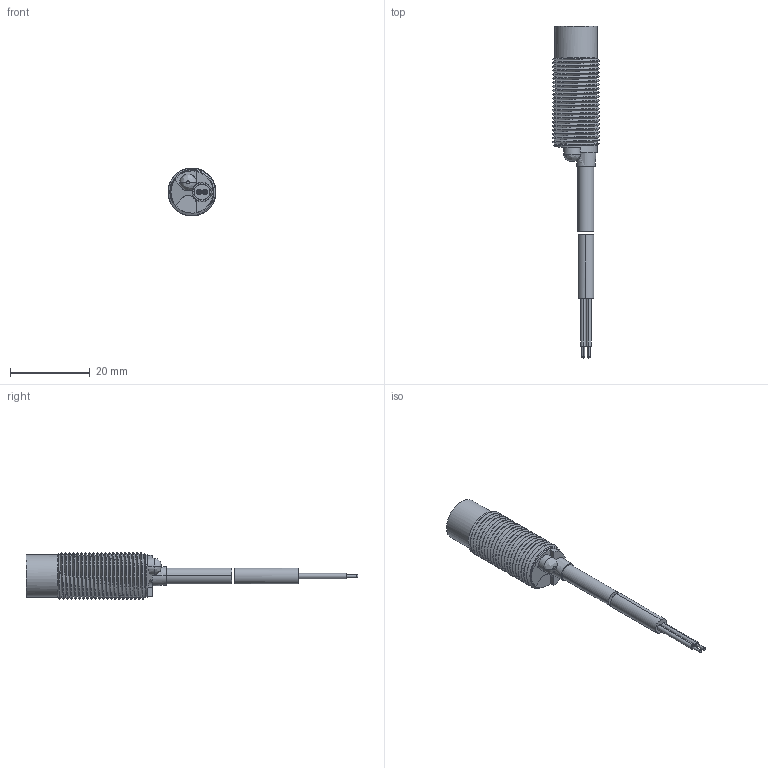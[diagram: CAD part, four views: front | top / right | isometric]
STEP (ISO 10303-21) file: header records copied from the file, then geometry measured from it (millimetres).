
FILE_DESCRIPTION( ('This file contains a STEP AP42 implementation' ,'as created by ZW3D STEP Interface translator.') ,'2;1' );
FILE_NAME( 'FCS2-1204X-X2SX.stp' ,'20 6 4. 75255', (''), ('ZWCAD Software Co.'), 'Version 1.0', 'ZW3D to STEP translator', '' );
FILE_SCHEMA(('AUTOMOTIVE_DESIGN'));
Length unit declared in the file: millimetre
Products named in the file (2): 0; FCS1-1202X-X2SX
Bounding box: 12 x 83.5 x 12 mm (x, y, z)
Volume: 3535.1 mm3; surface area: 2704.6 mm2
Topology: 2 solids, 2 shells, 105 faces, 281 edges, 179 vertices
Faces by surface type: bspline 105
Entity records: 8570 total; most frequent: CARTESIAN_POINT 6841, ORIENTED_EDGE 554, EDGE_CURVE 277, B_SPLINE_CURVE_WITH_KNOTS 216, VERTEX_POINT 179, EDGE_LOOP 110, FACE_OUTER_BOUND 105, ADVANCED_FACE 105
